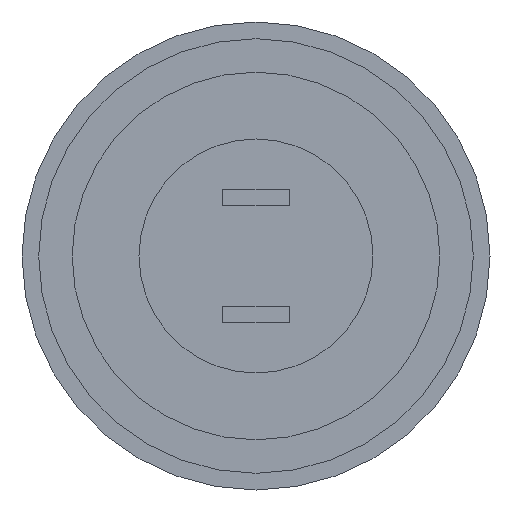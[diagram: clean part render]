
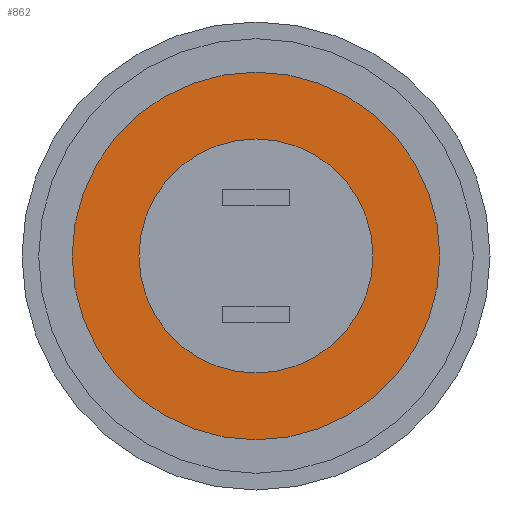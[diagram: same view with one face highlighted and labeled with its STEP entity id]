
A CAD part, front view. The second image highlights one B-rep face of the part: STEP entity #862.
In plain terms, the highlighted planar face has unit normal (0, -1, 0).
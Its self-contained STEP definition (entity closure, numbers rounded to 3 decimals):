
#44 = DIRECTION ( 'NONE',  ( 0., 0., -1. ) ) ;
#67 = ORIENTED_EDGE ( 'NONE', *, *, #244, .F. ) ;
#73 = CIRCLE ( 'NONE', #670, 3.5 ) ;
#92 = EDGE_CURVE ( 'NONE', #785, #572, #73, .T. ) ;
#121 = CIRCLE ( 'NONE', #974, 5.5 ) ;
#145 = DIRECTION ( 'NONE',  ( 0., 0., -1. ) ) ;
#156 = DIRECTION ( 'NONE',  ( 0., 0., -1. ) ) ;
#193 = FACE_BOUND ( 'NONE', #1103, .T. ) ;
#216 = CIRCLE ( 'NONE', #603, 5.5 ) ;
#230 = AXIS2_PLACEMENT_3D ( 'NONE', #1172, #413, #44 ) ;
#244 = EDGE_CURVE ( 'NONE', #572, #785, #869, .T. ) ;
#261 = DIRECTION ( 'NONE',  ( 0., -1., 0. ) ) ;
#360 = CARTESIAN_POINT ( 'NONE',  ( 0., 6., -3.5 ) ) ;
#361 = EDGE_CURVE ( 'NONE', #1173, #753, #216, .T. ) ;
#373 = DIRECTION ( 'NONE',  ( 0., -1., 0. ) ) ;
#401 = FACE_OUTER_BOUND ( 'NONE', #409, .T. ) ;
#407 = EDGE_CURVE ( 'NONE', #753, #1173, #121, .T. ) ;
#409 = EDGE_LOOP ( 'NONE', ( #1005, #880 ) ) ;
#413 = DIRECTION ( 'NONE',  ( 0., -1., 0. ) ) ;
#417 = CARTESIAN_POINT ( 'NONE',  ( 0., 6., 0. ) ) ;
#460 = DIRECTION ( 'NONE',  ( 0., 0., -1. ) ) ;
#494 = DIRECTION ( 'NONE',  ( 0., -1., 0. ) ) ;
#511 = DIRECTION ( 'NONE',  ( 0., -1., 0. ) ) ;
#525 = ORIENTED_EDGE ( 'NONE', *, *, #92, .F. ) ;
#529 = CARTESIAN_POINT ( 'NONE',  ( 0., 6., 0. ) ) ;
#572 = VERTEX_POINT ( 'NONE', #360 ) ;
#590 = PLANE ( 'NONE',  #230 ) ;
#603 = AXIS2_PLACEMENT_3D ( 'NONE', #417, #511, #145 ) ;
#663 = CARTESIAN_POINT ( 'NONE',  ( 0., 6., 5.5 ) ) ;
#670 = AXIS2_PLACEMENT_3D ( 'NONE', #947, #373, #460 ) ;
#753 = VERTEX_POINT ( 'NONE', #663 ) ;
#785 = VERTEX_POINT ( 'NONE', #888 ) ;
#862 = ADVANCED_FACE ( 'NONE', ( #401, #193 ), #590, .T. ) ;
#869 = CIRCLE ( 'NONE', #897, 3.5 ) ;
#880 = ORIENTED_EDGE ( 'NONE', *, *, #407, .T. ) ;
#888 = CARTESIAN_POINT ( 'NONE',  ( 0., 6., 3.5 ) ) ;
#897 = AXIS2_PLACEMENT_3D ( 'NONE', #1147, #494, #1151 ) ;
#947 = CARTESIAN_POINT ( 'NONE',  ( 0., 6., 0. ) ) ;
#974 = AXIS2_PLACEMENT_3D ( 'NONE', #529, #261, #156 ) ;
#1005 = ORIENTED_EDGE ( 'NONE', *, *, #361, .T. ) ;
#1103 = EDGE_LOOP ( 'NONE', ( #67, #525 ) ) ;
#1114 = CARTESIAN_POINT ( 'NONE',  ( 0., 6., -5.5 ) ) ;
#1147 = CARTESIAN_POINT ( 'NONE',  ( 0., 6., 0. ) ) ;
#1151 = DIRECTION ( 'NONE',  ( 0., 0., -1. ) ) ;
#1172 = CARTESIAN_POINT ( 'NONE',  ( 5.5, 6., 0. ) ) ;
#1173 = VERTEX_POINT ( 'NONE', #1114 ) ;
